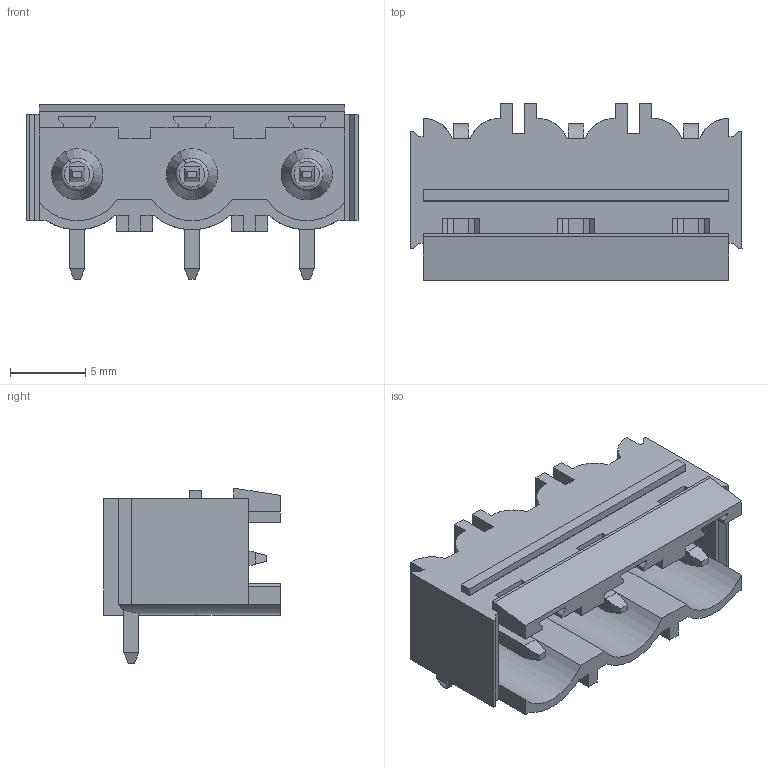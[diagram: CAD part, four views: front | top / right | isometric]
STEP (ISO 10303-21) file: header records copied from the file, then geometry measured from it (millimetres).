
FILE_DESCRIPTION(('CATIA V5 STEP Exchange','CAx-IF Rec.Pracs.--- Model Styling and Organization---1.4--- 2014-01-23'),'2;1');
FILE_NAME ('D1453713_1_1624380000_1624380000.stp','2021-02-15T08:46:10+00:00',('none'),('Weidmueller'),'CATIA Version 5-6 Release 2016 SP3 HF44','CATIA V5 STEP AP214','none');
FILE_SCHEMA(('AUTOMOTIVE_DESIGN { 1 0 10303 214 1 1 1 1 }'));
Length unit declared in the file: millimetre
Products named in the file (1): 1624380000
Bounding box: 22.04 x 11.75 x 11.6 mm (x, y, z)
Volume: 751.3 mm3; surface area: 1884.7 mm2
Topology: 4 solids, 4 shells, 215 faces, 606 edges, 397 vertices
Faces by surface type: plane 173, cylinder 24, extrusion 6, torus 6, cone 6
Entity records: 6785 total; most frequent: CARTESIAN_POINT 1445, ORIENTED_EDGE 1212, DIRECTION 899, EDGE_CURVE 606, VECTOR 507, LINE 501, VERTEX_POINT 397, AXIS2_PLACEMENT_3D 225
